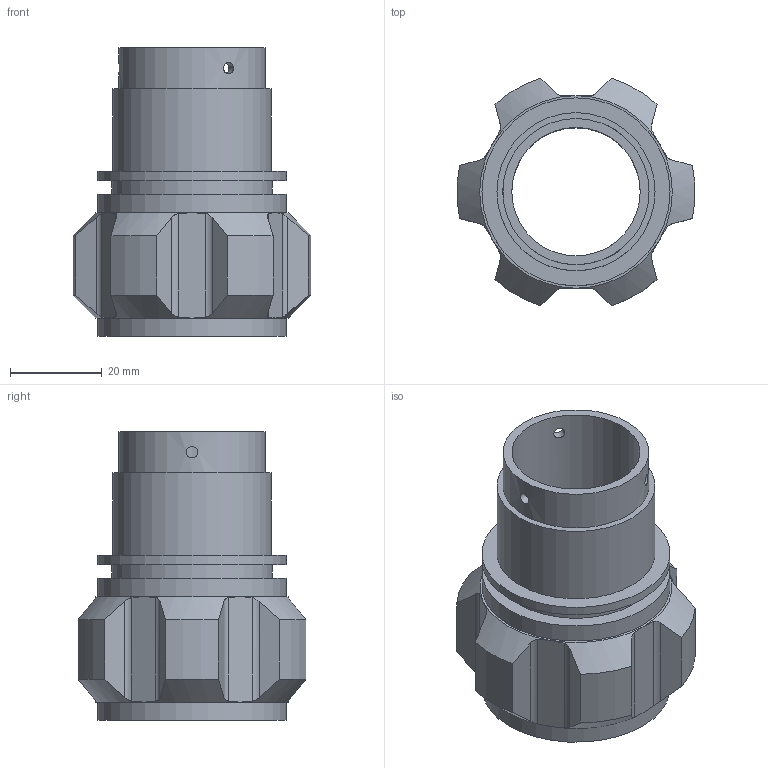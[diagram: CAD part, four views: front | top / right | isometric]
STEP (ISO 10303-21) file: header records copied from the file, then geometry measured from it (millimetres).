
FILE_DESCRIPTION(/* description */ (''),/* implementation_level */ '2;1');
FILE_NAME(/* name */ 'GripButt-01.step',/* time_stamp */ '2022-11-11T11:25:28+08:00',/* author */ (''),/* organization */ (''),/* preprocessor_version */ 'ST-DEVELOPER v19.2',/* originating_system */ 'Autodesk Translation Framework v11.17.0.187',/* authorisation */ '');
FILE_SCHEMA (('AUTOMOTIVE_DESIGN { 1 0 10303 214 3 1 1 }'));
Length unit declared in the file: millimetre
Products named in the file (1): Grip butt (radius)
Bounding box: 51.85 x 49.69 x 63 mm (x, y, z)
Volume: 40346.9 mm3; surface area: 16517 mm2
Topology: 1 solids, 1 shells, 68 faces, 171 edges, 112 vertices
Faces by surface type: cylinder 29, plane 27, cone 12
Full cylindrical faces by diameter (mm): 2.5 x3, 28 x1, 31 x1, 31.873 x1, 34.486 x1, 35 x1, 41 x3
Entity records: 2335 total; most frequent: CARTESIAN_POINT 820, ORIENTED_EDGE 342, DIRECTION 265, EDGE_CURVE 171, VERTEX_POINT 112, AXIS2_PLACEMENT_3D 109, EDGE_LOOP 83, FACE_OUTER_BOUND 68
